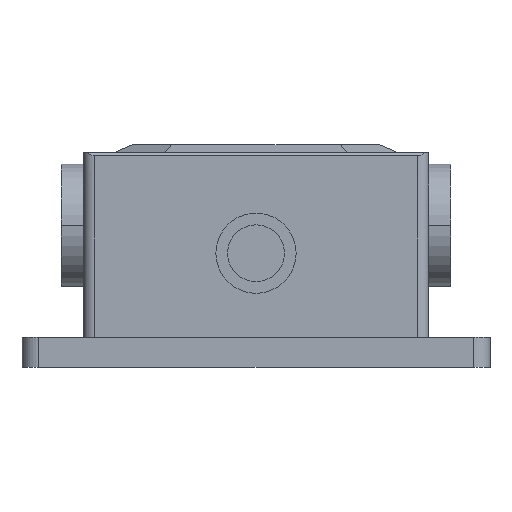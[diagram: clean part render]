
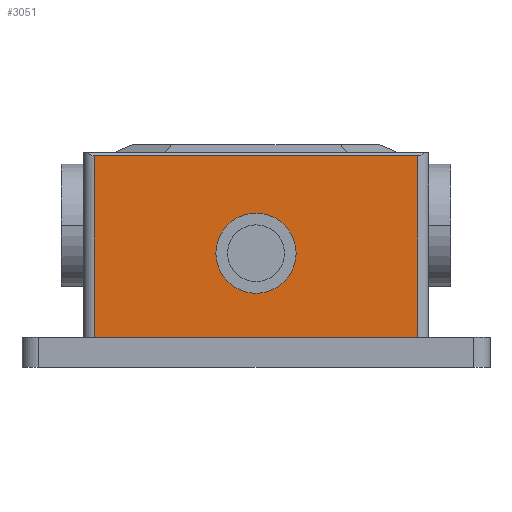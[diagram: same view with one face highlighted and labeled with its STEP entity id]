
A CAD part, front view. The second image highlights one B-rep face of the part: STEP entity #3051.
In plain terms, the highlighted planar face has unit normal (0, -1, 0).
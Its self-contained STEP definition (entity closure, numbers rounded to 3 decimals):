
#2977=CARTESIAN_POINT('',(71.,0.0,38.));
#2978=VERTEX_POINT('',#2977);
#2986=CARTESIAN_POINT('',(71.,0.,5.4));
#2987=VERTEX_POINT('',#2986);
#2988=CARTESIAN_POINT('',(71.,0.,38.));
#2989=DIRECTION('',(0.0,0.0,-1.0));
#2990=VECTOR('',#2989,32.6);
#2991=LINE('',#2988,#2990);
#2992=EDGE_CURVE('',#2978,#2987,#2991,.T.);
#3021=CARTESIAN_POINT('',(73.,0.0,38.));
#3022=DIRECTION('',(0.0,-1.0,0.0));
#3023=DIRECTION('',(1.0,0.0,0.0));
#3024=AXIS2_PLACEMENT_3D('',#3021,#3022,#3023);
#3025=PLANE('',#3024);
#3026=ORIENTED_EDGE('',*,*,#2992,.F.);
#3027=CARTESIAN_POINT('',(13.,0.,38.));
#3028=VERTEX_POINT('',#3027);
#3029=CARTESIAN_POINT('',(71.,0.,38.));
#3030=DIRECTION('',(-1.0,0.0,0.0));
#3031=VECTOR('',#3030,58.);
#3032=LINE('',#3029,#3031);
#3033=EDGE_CURVE('',#2978,#3028,#3032,.T.);
#3034=ORIENTED_EDGE('',*,*,#3033,.T.);
#3035=CARTESIAN_POINT('',(13.,0.0,5.4));
#3036=VERTEX_POINT('',#3035);
#3037=CARTESIAN_POINT('',(13.,0.,5.4));
#3038=DIRECTION('',(0.0,0.0,1.0));
#3039=VECTOR('',#3038,32.6);
#3040=LINE('',#3037,#3039);
#3041=EDGE_CURVE('',#3036,#3028,#3040,.T.);
#3042=ORIENTED_EDGE('',*,*,#3041,.F.);
#3043=CARTESIAN_POINT('',(71.,0.,5.4));
#3044=DIRECTION('',(-1.0,0.0,0.0));
#3045=VECTOR('',#3044,58.);
#3046=LINE('',#3043,#3045);
#3047=EDGE_CURVE('',#2987,#3036,#3046,.T.);
#3048=ORIENTED_EDGE('',*,*,#3047,.F.);
#3049=EDGE_LOOP('',(#3026,#3034,#3042,#3048));
#3050=FACE_OUTER_BOUND('',#3049,.T.);
#3051=ADVANCED_FACE('',(#3050),#3025,.T.);
